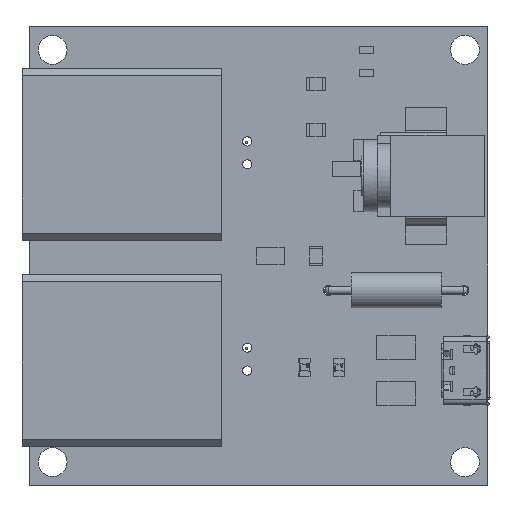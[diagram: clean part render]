
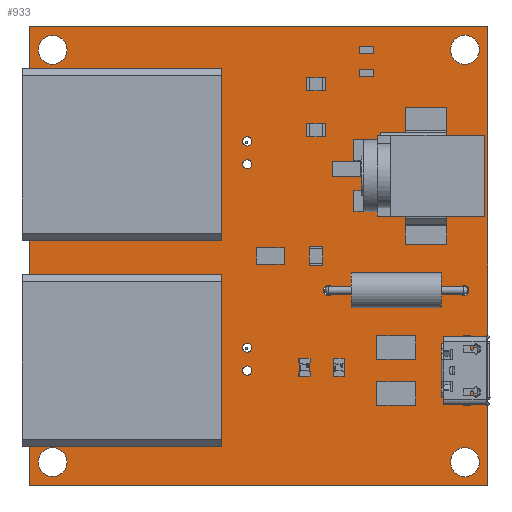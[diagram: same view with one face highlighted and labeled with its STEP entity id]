
A CAD part, top view. The second image highlights one B-rep face of the part: STEP entity #933.
In plain terms, the highlighted planar face has unit normal (0, 0, 1).
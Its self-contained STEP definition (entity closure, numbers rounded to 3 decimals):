
#120 = VERTEX_POINT('',#121);
#121 = CARTESIAN_POINT('',(25.4,25.4,0.411));
#127 = EDGE_CURVE('',#120,#128,#130,.T.);
#128 = VERTEX_POINT('',#129);
#129 = CARTESIAN_POINT('',(25.4,76.2,0.411));
#130 = LINE('',#131,#132);
#131 = CARTESIAN_POINT('',(25.4,25.4,0.411));
#132 = VECTOR('',#133,1.);
#133 = DIRECTION('',(0.,1.,0.));
#158 = EDGE_CURVE('',#128,#159,#161,.T.);
#159 = VERTEX_POINT('',#160);
#160 = CARTESIAN_POINT('',(76.2,76.2,0.411));
#161 = LINE('',#162,#163);
#162 = CARTESIAN_POINT('',(25.4,76.2,0.411));
#163 = VECTOR('',#164,1.);
#164 = DIRECTION('',(1.,0.,0.));
#189 = EDGE_CURVE('',#159,#190,#192,.T.);
#190 = VERTEX_POINT('',#191);
#191 = CARTESIAN_POINT('',(76.2,25.4,0.411));
#192 = LINE('',#193,#194);
#193 = CARTESIAN_POINT('',(76.2,76.2,0.411));
#194 = VECTOR('',#195,1.);
#195 = DIRECTION('',(0.,-1.,0.));
#220 = EDGE_CURVE('',#190,#120,#221,.T.);
#221 = LINE('',#222,#223);
#222 = CARTESIAN_POINT('',(76.2,25.4,0.411));
#223 = VECTOR('',#224,1.);
#224 = DIRECTION('',(-1.,0.,0.));
#244 = VERTEX_POINT('',#245);
#245 = CARTESIAN_POINT('',(29.54,27.94,0.411));
#251 = EDGE_CURVE('',#244,#244,#252,.T.);
#252 = CIRCLE('',#253,1.6);
#253 = AXIS2_PLACEMENT_3D('',#254,#255,#256);
#254 = CARTESIAN_POINT('',(27.94,27.94,0.411));
#255 = DIRECTION('',(0.,0.,1.));
#256 = DIRECTION('',(1.,0.,0.));
#277 = VERTEX_POINT('',#278);
#278 = CARTESIAN_POINT('',(39.6,33.02,0.411));
#284 = EDGE_CURVE('',#277,#277,#285,.T.);
#285 = CIRCLE('',#286,1.5);
#286 = AXIS2_PLACEMENT_3D('',#287,#288,#289);
#287 = CARTESIAN_POINT('',(38.1,33.02,0.411));
#288 = DIRECTION('',(0.,0.,1.));
#289 = DIRECTION('',(1.,0.,0.));
#310 = VERTEX_POINT('',#311);
#311 = CARTESIAN_POINT('',(46.27,36.83,0.411));
#317 = EDGE_CURVE('',#310,#310,#318,.T.);
#318 = CIRCLE('',#319,0.55);
#319 = AXIS2_PLACEMENT_3D('',#320,#321,#322);
#320 = CARTESIAN_POINT('',(45.72,36.83,0.411));
#321 = DIRECTION('',(0.,0.,1.));
#322 = DIRECTION('',(1.,0.,0.));
#343 = VERTEX_POINT('',#344);
#344 = CARTESIAN_POINT('',(46.27,41.91,0.411));
#350 = EDGE_CURVE('',#343,#343,#351,.T.);
#351 = CIRCLE('',#352,0.55);
#352 = AXIS2_PLACEMENT_3D('',#353,#354,#355);
#353 = CARTESIAN_POINT('',(45.72,41.91,0.411));
#354 = DIRECTION('',(0.,0.,1.));
#355 = DIRECTION('',(1.,0.,0.));
#376 = VERTEX_POINT('',#377);
#377 = CARTESIAN_POINT('',(39.6,55.88,0.411));
#383 = EDGE_CURVE('',#376,#376,#384,.T.);
#384 = CIRCLE('',#385,1.5);
#385 = AXIS2_PLACEMENT_3D('',#386,#387,#388);
#386 = CARTESIAN_POINT('',(38.1,55.88,0.411));
#387 = DIRECTION('',(0.,0.,1.));
#388 = DIRECTION('',(1.,0.,0.));
#409 = VERTEX_POINT('',#410);
#410 = CARTESIAN_POINT('',(29.54,73.66,0.411));
#416 = EDGE_CURVE('',#409,#409,#417,.T.);
#417 = CIRCLE('',#418,1.6);
#418 = AXIS2_PLACEMENT_3D('',#419,#420,#421);
#419 = CARTESIAN_POINT('',(27.94,73.66,0.411));
#420 = DIRECTION('',(0.,0.,1.));
#421 = DIRECTION('',(1.,0.,0.));
#442 = VERTEX_POINT('',#443);
#443 = CARTESIAN_POINT('',(39.6,45.72,0.411));
#449 = EDGE_CURVE('',#442,#442,#450,.T.);
#450 = CIRCLE('',#451,1.5);
#451 = AXIS2_PLACEMENT_3D('',#452,#453,#454);
#452 = CARTESIAN_POINT('',(38.1,45.72,0.411));
#453 = DIRECTION('',(0.,0.,1.));
#454 = DIRECTION('',(1.,0.,0.));
#475 = VERTEX_POINT('',#476);
#476 = CARTESIAN_POINT('',(39.6,68.58,0.411));
#482 = EDGE_CURVE('',#475,#475,#483,.T.);
#483 = CIRCLE('',#484,1.5);
#484 = AXIS2_PLACEMENT_3D('',#485,#486,#487);
#485 = CARTESIAN_POINT('',(38.1,68.58,0.411));
#486 = DIRECTION('',(0.,0.,1.));
#487 = DIRECTION('',(1.,0.,0.));
#508 = VERTEX_POINT('',#509);
#509 = CARTESIAN_POINT('',(46.27,64.77,0.411));
#515 = EDGE_CURVE('',#508,#508,#516,.T.);
#516 = CIRCLE('',#517,0.55);
#517 = AXIS2_PLACEMENT_3D('',#518,#519,#520);
#518 = CARTESIAN_POINT('',(45.72,64.77,0.411));
#519 = DIRECTION('',(0.,0.,1.));
#520 = DIRECTION('',(1.,0.,0.));
#541 = VERTEX_POINT('',#542);
#542 = CARTESIAN_POINT('',(50.038,38.1,0.411));
#548 = EDGE_CURVE('',#541,#541,#549,.T.);
#549 = CIRCLE('',#550,0.508);
#550 = AXIS2_PLACEMENT_3D('',#551,#552,#553);
#551 = CARTESIAN_POINT('',(49.53,38.1,0.411));
#552 = DIRECTION('',(0.,0.,1.));
#553 = DIRECTION('',(1.,0.,0.));
#574 = VERTEX_POINT('',#575);
#575 = CARTESIAN_POINT('',(50.038,40.64,0.411));
#581 = EDGE_CURVE('',#574,#574,#582,.T.);
#582 = CIRCLE('',#583,0.508);
#583 = AXIS2_PLACEMENT_3D('',#584,#585,#586);
#584 = CARTESIAN_POINT('',(49.53,40.64,0.411));
#585 = DIRECTION('',(0.,0.,1.));
#586 = DIRECTION('',(1.,0.,0.));
#607 = VERTEX_POINT('',#608);
#608 = CARTESIAN_POINT('',(75.26,27.94,0.411));
#614 = EDGE_CURVE('',#607,#607,#615,.T.);
#615 = CIRCLE('',#616,1.6);
#616 = AXIS2_PLACEMENT_3D('',#617,#618,#619);
#617 = CARTESIAN_POINT('',(73.66,27.94,0.411));
#618 = DIRECTION('',(0.,0.,1.));
#619 = DIRECTION('',(1.,0.,0.));
#640 = VERTEX_POINT('',#641);
#641 = CARTESIAN_POINT('',(59.09,46.99,0.411));
#647 = EDGE_CURVE('',#640,#640,#648,.T.);
#648 = CIRCLE('',#649,0.55);
#649 = AXIS2_PLACEMENT_3D('',#650,#651,#652);
#650 = CARTESIAN_POINT('',(58.54,46.99,0.411));
#651 = DIRECTION('',(0.,0.,1.));
#652 = DIRECTION('',(1.,0.,0.));
#673 = VERTEX_POINT('',#674);
#674 = CARTESIAN_POINT('',(74.09,46.99,0.411));
#680 = EDGE_CURVE('',#673,#673,#681,.T.);
#681 = CIRCLE('',#682,0.55);
#682 = AXIS2_PLACEMENT_3D('',#683,#684,#685);
#683 = CARTESIAN_POINT('',(73.54,46.99,0.411));
#684 = DIRECTION('',(0.,0.,1.));
#685 = DIRECTION('',(1.,0.,0.));
#706 = VERTEX_POINT('',#707);
#707 = CARTESIAN_POINT('',(46.27,59.69,0.411));
#713 = EDGE_CURVE('',#706,#706,#714,.T.);
#714 = CIRCLE('',#715,0.55);
#715 = AXIS2_PLACEMENT_3D('',#716,#717,#718);
#716 = CARTESIAN_POINT('',(45.72,59.69,0.411));
#717 = DIRECTION('',(0.,0.,1.));
#718 = DIRECTION('',(1.,0.,0.));
#739 = VERTEX_POINT('',#740);
#740 = CARTESIAN_POINT('',(50.038,60.96,0.411));
#746 = EDGE_CURVE('',#739,#739,#747,.T.);
#747 = CIRCLE('',#748,0.508);
#748 = AXIS2_PLACEMENT_3D('',#749,#750,#751);
#749 = CARTESIAN_POINT('',(49.53,60.96,0.411));
#750 = DIRECTION('',(0.,0.,1.));
#751 = DIRECTION('',(1.,0.,0.));
#772 = VERTEX_POINT('',#773);
#773 = CARTESIAN_POINT('',(73.72,59.69,0.411));
#779 = EDGE_CURVE('',#772,#772,#780,.T.);
#780 = CIRCLE('',#781,0.89);
#781 = AXIS2_PLACEMENT_3D('',#782,#783,#784);
#782 = CARTESIAN_POINT('',(72.83,59.69,0.411));
#783 = DIRECTION('',(0.,0.,1.));
#784 = DIRECTION('',(1.,0.,0.));
#805 = VERTEX_POINT('',#806);
#806 = CARTESIAN_POINT('',(50.038,63.5,0.411));
#812 = EDGE_CURVE('',#805,#805,#813,.T.);
#813 = CIRCLE('',#814,0.508);
#814 = AXIS2_PLACEMENT_3D('',#815,#816,#817);
#815 = CARTESIAN_POINT('',(49.53,63.5,0.411));
#816 = DIRECTION('',(0.,0.,1.));
#817 = DIRECTION('',(1.,0.,0.));
#838 = VERTEX_POINT('',#839);
#839 = CARTESIAN_POINT('',(75.26,73.66,0.411));
#845 = EDGE_CURVE('',#838,#838,#846,.T.);
#846 = CIRCLE('',#847,1.6);
#847 = AXIS2_PLACEMENT_3D('',#848,#849,#850);
#848 = CARTESIAN_POINT('',(73.66,73.66,0.411));
#849 = DIRECTION('',(0.,0.,1.));
#850 = DIRECTION('',(1.,0.,0.));
#933 = ADVANCED_FACE('',(#934,#940,#943,#946,#949,#952,#955,#958,#961,
    #964,#967,#970,#973,#976,#979,#982,#985,#988,#991,#994),#997,.T.);
#934 = FACE_BOUND('',#935,.F.);
#935 = EDGE_LOOP('',(#936,#937,#938,#939));
#936 = ORIENTED_EDGE('',*,*,#127,.T.);
#937 = ORIENTED_EDGE('',*,*,#158,.T.);
#938 = ORIENTED_EDGE('',*,*,#189,.T.);
#939 = ORIENTED_EDGE('',*,*,#220,.T.);
#940 = FACE_BOUND('',#941,.T.);
#941 = EDGE_LOOP('',(#942));
#942 = ORIENTED_EDGE('',*,*,#251,.F.);
#943 = FACE_BOUND('',#944,.T.);
#944 = EDGE_LOOP('',(#945));
#945 = ORIENTED_EDGE('',*,*,#284,.F.);
#946 = FACE_BOUND('',#947,.T.);
#947 = EDGE_LOOP('',(#948));
#948 = ORIENTED_EDGE('',*,*,#317,.F.);
#949 = FACE_BOUND('',#950,.T.);
#950 = EDGE_LOOP('',(#951));
#951 = ORIENTED_EDGE('',*,*,#350,.F.);
#952 = FACE_BOUND('',#953,.T.);
#953 = EDGE_LOOP('',(#954));
#954 = ORIENTED_EDGE('',*,*,#383,.F.);
#955 = FACE_BOUND('',#956,.T.);
#956 = EDGE_LOOP('',(#957));
#957 = ORIENTED_EDGE('',*,*,#416,.F.);
#958 = FACE_BOUND('',#959,.T.);
#959 = EDGE_LOOP('',(#960));
#960 = ORIENTED_EDGE('',*,*,#449,.F.);
#961 = FACE_BOUND('',#962,.T.);
#962 = EDGE_LOOP('',(#963));
#963 = ORIENTED_EDGE('',*,*,#482,.F.);
#964 = FACE_BOUND('',#965,.T.);
#965 = EDGE_LOOP('',(#966));
#966 = ORIENTED_EDGE('',*,*,#515,.F.);
#967 = FACE_BOUND('',#968,.T.);
#968 = EDGE_LOOP('',(#969));
#969 = ORIENTED_EDGE('',*,*,#548,.F.);
#970 = FACE_BOUND('',#971,.T.);
#971 = EDGE_LOOP('',(#972));
#972 = ORIENTED_EDGE('',*,*,#581,.F.);
#973 = FACE_BOUND('',#974,.T.);
#974 = EDGE_LOOP('',(#975));
#975 = ORIENTED_EDGE('',*,*,#614,.F.);
#976 = FACE_BOUND('',#977,.T.);
#977 = EDGE_LOOP('',(#978));
#978 = ORIENTED_EDGE('',*,*,#647,.F.);
#979 = FACE_BOUND('',#980,.T.);
#980 = EDGE_LOOP('',(#981));
#981 = ORIENTED_EDGE('',*,*,#680,.F.);
#982 = FACE_BOUND('',#983,.T.);
#983 = EDGE_LOOP('',(#984));
#984 = ORIENTED_EDGE('',*,*,#713,.F.);
#985 = FACE_BOUND('',#986,.T.);
#986 = EDGE_LOOP('',(#987));
#987 = ORIENTED_EDGE('',*,*,#746,.F.);
#988 = FACE_BOUND('',#989,.T.);
#989 = EDGE_LOOP('',(#990));
#990 = ORIENTED_EDGE('',*,*,#779,.F.);
#991 = FACE_BOUND('',#992,.T.);
#992 = EDGE_LOOP('',(#993));
#993 = ORIENTED_EDGE('',*,*,#812,.F.);
#994 = FACE_BOUND('',#995,.T.);
#995 = EDGE_LOOP('',(#996));
#996 = ORIENTED_EDGE('',*,*,#845,.F.);
#997 = PLANE('',#998);
#998 = AXIS2_PLACEMENT_3D('',#999,#1000,#1001);
#999 = CARTESIAN_POINT('',(25.4,25.4,0.411));
#1000 = DIRECTION('',(0.,0.,1.));
#1001 = DIRECTION('',(1.,0.,0.));
